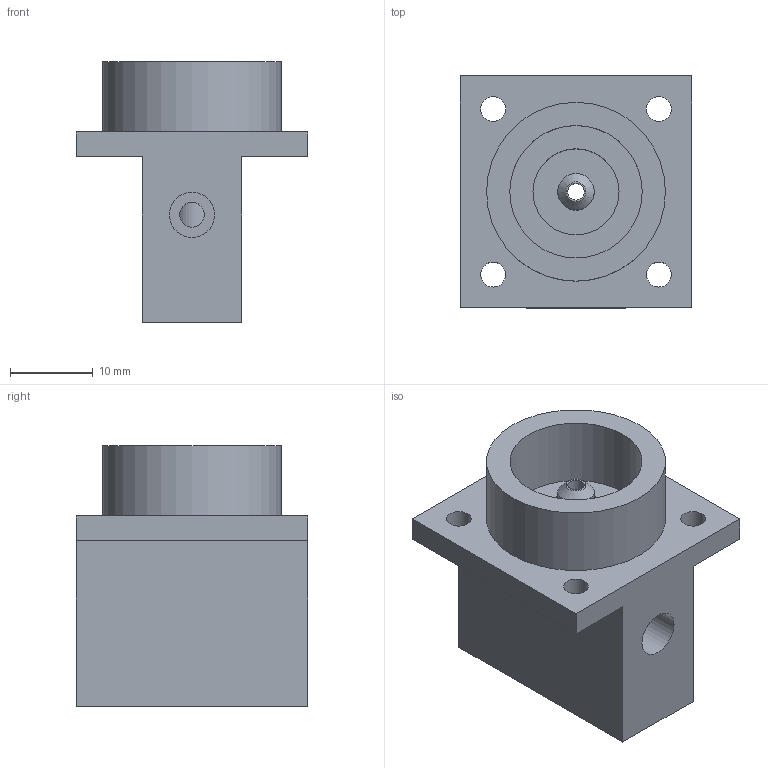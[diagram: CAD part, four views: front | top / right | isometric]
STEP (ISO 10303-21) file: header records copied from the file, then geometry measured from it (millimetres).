
FILE_DESCRIPTION(/* description */ (''),/* implementation_level */ '2;1');
FILE_NAME(/* name */ 'inlets_flow.step',/* time_stamp */ '2021-10-06T10:29:14+01:00',/* author */ (''),/* organization */ (''),/* preprocessor_version */ 'ST-DEVELOPER v18.1',/* originating_system */ 'Autodesk Translation Framework v10.10.0.1391',/* authorisation */ '');
FILE_SCHEMA (('AUTOMOTIVE_DESIGN { 1 0 10303 214 3 1 1 }'));
Length unit declared in the file: millimetre
Products named in the file (1): inlets_flow
Bounding box: 28 x 28 x 31.5 mm (x, y, z)
Volume: 9117.1 mm3; surface area: 5633.4 mm2
Topology: 1 solids, 1 shells, 31 faces, 67 edges, 45 vertices
Faces by surface type: plane 17, cylinder 13, cone 1
Full cylindrical faces by diameter (mm): 2 x1, 3 x5, 4 x1, 4.4 x1, 5.474 x2, 10.4 x1, 16 x1, 21.6 x1
Entity records: 942 total; most frequent: CARTESIAN_POINT 180, DIRECTION 154, ORIENTED_EDGE 134, EDGE_CURVE 67, AXIS2_PLACEMENT_3D 58, EDGE_LOOP 50, VERTEX_POINT 45, LINE 38
